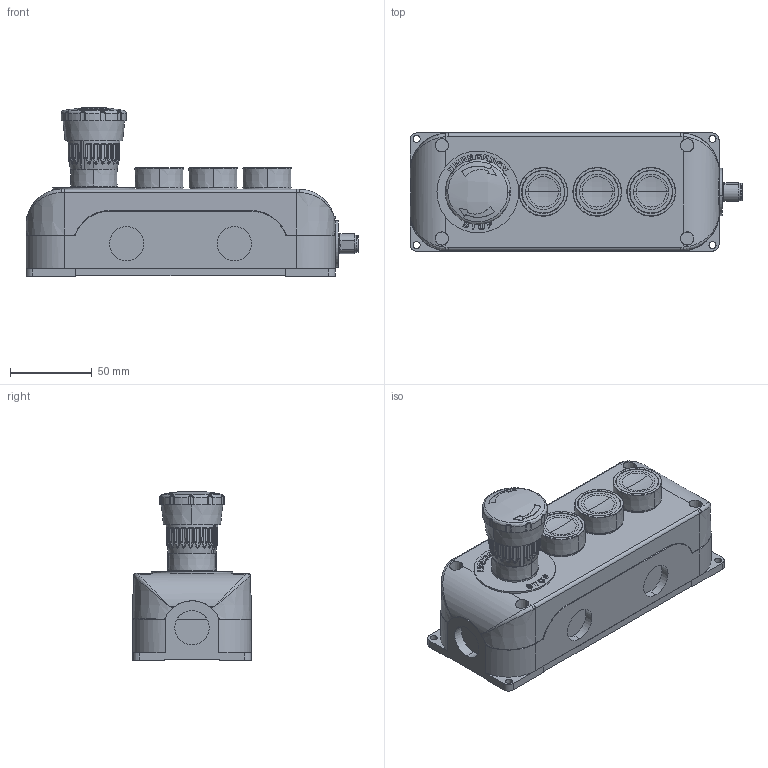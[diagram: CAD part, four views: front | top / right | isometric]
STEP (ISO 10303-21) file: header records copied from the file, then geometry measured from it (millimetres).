
FILE_DESCRIPTION (( 'STEP AP203' ), '1' );
FILE_NAME ('SB414-01B-G-M.step', '2025-02-06T16:47:01', ( '' ), ( '' ), 'SwSTEP 2.0', 'SolidWorks 2024', '' );
FILE_SCHEMA (( 'CONFIG_CONTROL_DESIGN' ));
Products named in the file (1): SB414-01B-G-M
Bounding box: 203.05 x 72.29 x 103.31 mm (x, y, z)
Volume: 401335.6 mm3; surface area: 147193.7 mm2
Topology: 18 solids, 37 shells, 1611 faces, 4054 edges, 2596 vertices
Faces by surface type: plane 559, bspline 470, cylinder 396, cone 186
Entity records: 69612 total; most frequent: CARTESIAN_POINT 34572, ORIENTED_EDGE 8028, DIRECTION 6017, EDGE_CURVE 4014, VERTEX_POINT 2596, AXIS2_PLACEMENT_3D 2261, EDGE_LOOP 1760, FACE_OUTER_BOUND 1611
